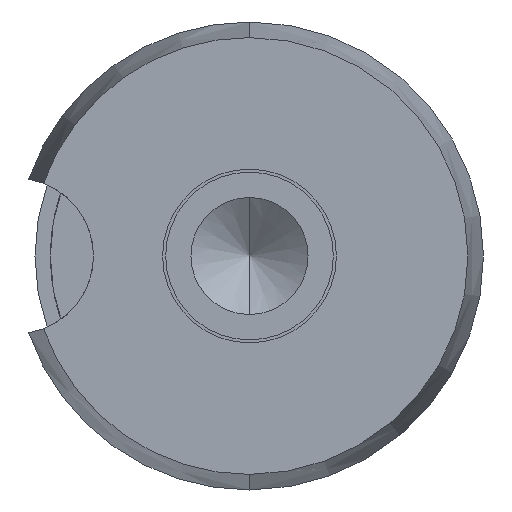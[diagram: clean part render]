
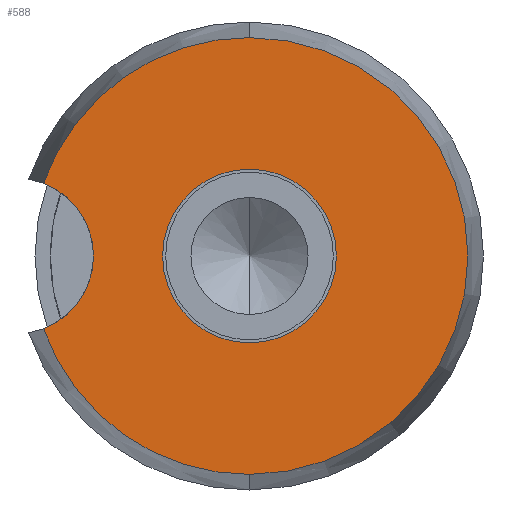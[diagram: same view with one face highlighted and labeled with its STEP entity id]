
A CAD part, left-side view. The second image highlights one B-rep face of the part: STEP entity #588.
In plain terms, the highlighted planar face has unit normal (-1, 0, 0).
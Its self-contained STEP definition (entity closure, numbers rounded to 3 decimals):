
#152 = DIRECTION ( 'NONE',  ( 0., 0., -1. ) ) ;
#163 = DIRECTION ( 'NONE',  ( -1., 0., 0. ) ) ;
#179 = PLANE ( 'NONE',  #752 ) ;
#181 = CARTESIAN_POINT ( 'NONE',  ( -4.98, 3., 0. ) ) ;
#214 = FACE_OUTER_BOUND ( 'NONE', #1315, .T. ) ;
#226 = VERTEX_POINT ( 'NONE', #1638 ) ;
#242 = CARTESIAN_POINT ( 'NONE',  ( -4.98, 0., 0. ) ) ;
#252 = CARTESIAN_POINT ( 'NONE',  ( -4.98, 0., 2.8 ) ) ;
#333 = DIRECTION ( 'NONE',  ( 0., 0., -1. ) ) ;
#378 = AXIS2_PLACEMENT_3D ( 'NONE', #242, #1526, #1369 ) ;
#385 = EDGE_CURVE ( 'NONE', #226, #604, #973, .T. ) ;
#408 = VERTEX_POINT ( 'NONE', #660 ) ;
#436 = CARTESIAN_POINT ( 'NONE',  ( -4.98, 2.64, 0.933 ) ) ;
#567 = CARTESIAN_POINT ( 'NONE',  ( -4.98, 0., 0. ) ) ;
#576 = CIRCLE ( 'NONE', #1000, 2.8 ) ;
#588 = ADVANCED_FACE ( 'NONE', ( #827, #214 ), #179, .T. ) ;
#602 = EDGE_CURVE ( 'NONE', #408, #1821, #576, .T. ) ;
#604 = VERTEX_POINT ( 'NONE', #1164 ) ;
#616 = CARTESIAN_POINT ( 'NONE',  ( -4.98, 0., 0. ) ) ;
#620 = VERTEX_POINT ( 'NONE', #436 ) ;
#660 = CARTESIAN_POINT ( 'NONE',  ( -4.98, 2.64, -0.933 ) ) ;
#681 = EDGE_LOOP ( 'NONE', ( #809, #1165 ) ) ;
#711 = ORIENTED_EDGE ( 'NONE', *, *, #602, .T. ) ;
#712 = DIRECTION ( 'NONE',  ( 0., 0., -1. ) ) ;
#752 = AXIS2_PLACEMENT_3D ( 'NONE', #1148, #1788, #1959 ) ;
#809 = ORIENTED_EDGE ( 'NONE', *, *, #385, .F. ) ;
#827 = FACE_BOUND ( 'NONE', #681, .T. ) ;
#845 = AXIS2_PLACEMENT_3D ( 'NONE', #616, #1586, #1902 ) ;
#876 = DIRECTION ( 'NONE',  ( -1., 0., 0. ) ) ;
#910 = DIRECTION ( 'NONE',  ( -1., 0., 0. ) ) ;
#973 = CIRCLE ( 'NONE', #1856, 1.113 ) ;
#1000 = AXIS2_PLACEMENT_3D ( 'NONE', #567, #910, #1220 ) ;
#1127 = CARTESIAN_POINT ( 'NONE',  ( -4.98, 0., 0. ) ) ;
#1148 = CARTESIAN_POINT ( 'NONE',  ( -4.98, 1.5, 0. ) ) ;
#1164 = CARTESIAN_POINT ( 'NONE',  ( -4.98, 0., -1.113 ) ) ;
#1165 = ORIENTED_EDGE ( 'NONE', *, *, #1690, .F. ) ;
#1191 = ORIENTED_EDGE ( 'NONE', *, *, #1812, .T. ) ;
#1216 = CARTESIAN_POINT ( 'NONE',  ( -4.98, 0., -2.8 ) ) ;
#1220 = DIRECTION ( 'NONE',  ( 0., 0., 1. ) ) ;
#1244 = CIRCLE ( 'NONE', #845, 2.8 ) ;
#1289 = CIRCLE ( 'NONE', #1470, 1. ) ;
#1315 = EDGE_LOOP ( 'NONE', ( #711, #1191, #1330, #2001 ) ) ;
#1330 = ORIENTED_EDGE ( 'NONE', *, *, #2014, .T. ) ;
#1369 = DIRECTION ( 'NONE',  ( 0., 0., 1. ) ) ;
#1462 = EDGE_CURVE ( 'NONE', #620, #408, #1289, .T. ) ;
#1470 = AXIS2_PLACEMENT_3D ( 'NONE', #181, #1922, #152 ) ;
#1526 = DIRECTION ( 'NONE',  ( -1., 0., 0. ) ) ;
#1533 = CIRCLE ( 'NONE', #378, 2.8 ) ;
#1586 = DIRECTION ( 'NONE',  ( -1., 0., 0. ) ) ;
#1638 = CARTESIAN_POINT ( 'NONE',  ( -4.98, 0., 1.113 ) ) ;
#1690 = EDGE_CURVE ( 'NONE', #604, #226, #2000, .T. ) ;
#1697 = AXIS2_PLACEMENT_3D ( 'NONE', #1994, #876, #712 ) ;
#1788 = DIRECTION ( 'NONE',  ( -1., 0., 0. ) ) ;
#1812 = EDGE_CURVE ( 'NONE', #1821, #1826, #1533, .T. ) ;
#1821 = VERTEX_POINT ( 'NONE', #1216 ) ;
#1826 = VERTEX_POINT ( 'NONE', #252 ) ;
#1856 = AXIS2_PLACEMENT_3D ( 'NONE', #1127, #163, #333 ) ;
#1902 = DIRECTION ( 'NONE',  ( 0., 0., 1. ) ) ;
#1922 = DIRECTION ( 'NONE',  ( 1., 0., 0. ) ) ;
#1959 = DIRECTION ( 'NONE',  ( 0., 0., 1. ) ) ;
#1994 = CARTESIAN_POINT ( 'NONE',  ( -4.98, 0., 0. ) ) ;
#2000 = CIRCLE ( 'NONE', #1697, 1.113 ) ;
#2001 = ORIENTED_EDGE ( 'NONE', *, *, #1462, .T. ) ;
#2014 = EDGE_CURVE ( 'NONE', #1826, #620, #1244, .T. ) ;
